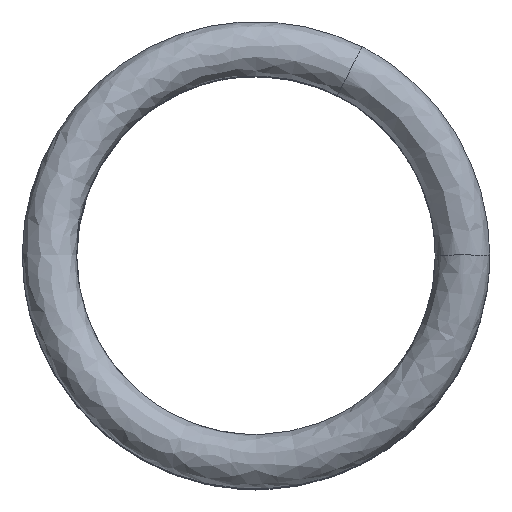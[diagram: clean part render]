
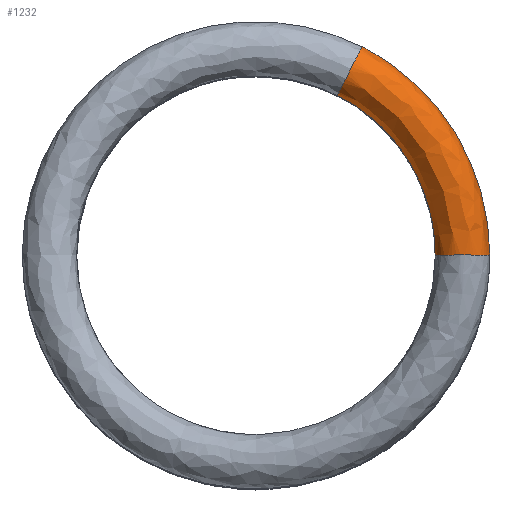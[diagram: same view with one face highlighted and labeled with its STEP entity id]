
A CAD part, top view. The second image highlights one B-rep face of the part: STEP entity #1232.
In plain terms, the highlighted free-form (B-spline) face has degree [6, 10] with [7, 11] control points.
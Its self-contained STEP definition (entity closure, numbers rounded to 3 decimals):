
#944 = VERTEX_POINT('',#945);
#945 = CARTESIAN_POINT('',(2.7,0.,8.));
#982 = EDGE_CURVE('',#944,#944,#983,.T.);
#983 = ( BOUNDED_CURVE() B_SPLINE_CURVE(6,(#984,#985,#986,#987,#988,#989
,#990),.UNSPECIFIED.,.T.,.F.) B_SPLINE_CURVE_WITH_KNOTS((1,6,6,1),(
    -6.283,0.,6.283,12.566),.UNSPECIFIED.) 
CURVE() GEOMETRIC_REPRESENTATION_ITEM() RATIONAL_B_SPLINE_CURVE((
    1.669,1.037,1.038,0.854,
1.038,1.037,1.669)) REPRESENTATION_ITEM('') );
#984 = CARTESIAN_POINT('',(2.7,0.,8.));
#985 = CARTESIAN_POINT('',(2.7,0.,
    8.523));
#986 = CARTESIAN_POINT('',(2.053,0.,
    8.599));
#987 = CARTESIAN_POINT('',(1.519,0.,
    8.));
#988 = CARTESIAN_POINT('',(2.053,0.,
    7.401));
#989 = CARTESIAN_POINT('',(2.7,0.,
    7.477));
#990 = CARTESIAN_POINT('',(2.7,0.,8.));
#1232 = ADVANCED_FACE('',(#1233),#1260,.F.);
#1233 = FACE_BOUND('',#1234,.F.);
#1234 = EDGE_LOOP('',(#1235,#1251,#1258,#1259));
#1235 = ORIENTED_EDGE('',*,*,#1236,.T.);
#1236 = EDGE_CURVE('',#944,#1237,#1239,.T.);
#1237 = VERTEX_POINT('',#1238);
#1238 = CARTESIAN_POINT('',(1.226,2.406,8.35)
  );
#1239 = ( BOUNDED_CURVE() B_SPLINE_CURVE(10,(#1240,#1241,#1242,#1243,
    #1244,#1245,#1246,#1247,#1248,#1249,#1250),.UNSPECIFIED.,.F.,.F.) 
B_SPLINE_CURVE_WITH_KNOTS((11,11),(0.,1.1),
.PIECEWISE_BEZIER_KNOTS.) CURVE() GEOMETRIC_REPRESENTATION_ITEM() 
RATIONAL_B_SPLINE_CURVE((1.669,1.669,1.669,
    1.669,1.669,1.669,1.669,
    1.669,1.669,1.669,1.669)) 
REPRESENTATION_ITEM('') );
#1240 = CARTESIAN_POINT('',(2.7,0.,8.));
#1241 = CARTESIAN_POINT('',(2.7,0.297,8.035
    ));
#1242 = CARTESIAN_POINT('',(2.664,0.594,8.07
    ));
#1243 = CARTESIAN_POINT('',(2.591,0.886,8.105
    ));
#1244 = CARTESIAN_POINT('',(2.483,1.168,8.14
    ));
#1245 = CARTESIAN_POINT('',(2.341,1.435,8.175
    ));
#1246 = CARTESIAN_POINT('',(2.168,1.682,8.21
    ));
#1247 = CARTESIAN_POINT('',(1.965,1.907,8.245
    ));
#1248 = CARTESIAN_POINT('',(1.738,2.104,8.28
    ));
#1249 = CARTESIAN_POINT('',(1.49,2.271,8.315));
#1250 = CARTESIAN_POINT('',(1.226,2.406,8.35)
  );
#1251 = ORIENTED_EDGE('',*,*,#1252,.F.);
#1252 = EDGE_CURVE('',#1237,#1237,#1253,.T.);
#1253 = CIRCLE('',#1254,0.315);
#1254 = AXIS2_PLACEMENT_3D('',#1255,#1256,#1257);
#1255 = CARTESIAN_POINT('',(1.083,2.125,8.35)
  );
#1256 = DIRECTION('',(0.891,-0.454,0.
    ));
#1257 = DIRECTION('',(0.454,0.891,0.)
  );
#1258 = ORIENTED_EDGE('',*,*,#1236,.F.);
#1259 = ORIENTED_EDGE('',*,*,#982,.T.);
#1260 = ( BOUNDED_SURFACE() B_SPLINE_SURFACE(6,10,(
    (#1261,#1262,#1263,#1264,#1265,#1266,#1267,#1268,#1269,#1270,#1271)
    ,(#1272,#1273,#1274,#1275,#1276,#1277,#1278,#1279,#1280,#1281,#1282)
    ,(#1283,#1284,#1285,#1286,#1287,#1288,#1289,#1290,#1291,#1292,#1293)
    ,(#1294,#1295,#1296,#1297,#1298,#1299,#1300,#1301,#1302,#1303,#1304)
    ,(#1305,#1306,#1307,#1308,#1309,#1310,#1311,#1312,#1313,#1314,#1315)
    ,(#1316,#1317,#1318,#1319,#1320,#1321,#1322,#1323,#1324,#1325,#1326)
    ,(#1327,#1328,#1329,#1330,#1331,#1332,#1333,#1334,#1335,#1336,#1337
)),.UNSPECIFIED.,.T.,.F.,.F.) B_SPLINE_SURFACE_WITH_KNOTS((1,6,6,1),(11,
    11),(-6.283,0.,6.283,12.566),(0.,
1.1),.UNSPECIFIED.) GEOMETRIC_REPRESENTATION_ITEM() 
RATIONAL_B_SPLINE_SURFACE((
    (1.669,1.669,1.669,1.669
      ,1.669,1.669,1.669,1.669
      ,1.669,1.669,1.669)
    ,(1.037,1.037,1.037,1.037
      ,1.037,1.037,1.037,1.037
      ,1.037,1.037,1.037)
    ,(1.038,1.038,1.038,1.038
      ,1.038,1.038,1.038,1.038
      ,1.038,1.038,1.038)
    ,(0.854,0.854,0.854,0.854
      ,0.854,0.854,0.854,0.854
      ,0.854,0.854,0.854)
    ,(1.038,1.038,1.038,1.038
      ,1.038,1.038,1.038,1.038
      ,1.038,1.038,1.038)
    ,(1.037,1.037,1.037,1.037
      ,1.037,1.037,1.037,1.037
      ,1.037,1.037,1.037)
    ,(1.669,1.669,1.669,1.669
      ,1.669,1.669,1.669,1.669
      ,1.669,1.669,1.669
))) REPRESENTATION_ITEM('') SURFACE() );
#1261 = CARTESIAN_POINT('',(2.7,0.,8.));
#1262 = CARTESIAN_POINT('',(2.7,0.297,8.035
    ));
#1263 = CARTESIAN_POINT('',(2.664,0.594,8.07
    ));
#1264 = CARTESIAN_POINT('',(2.591,0.886,8.105
    ));
#1265 = CARTESIAN_POINT('',(2.483,1.168,8.14
    ));
#1266 = CARTESIAN_POINT('',(2.341,1.435,8.175
    ));
#1267 = CARTESIAN_POINT('',(2.168,1.682,8.21
    ));
#1268 = CARTESIAN_POINT('',(1.965,1.907,8.245
    ));
#1269 = CARTESIAN_POINT('',(1.738,2.104,8.28
    ));
#1270 = CARTESIAN_POINT('',(1.49,2.271,8.315));
#1271 = CARTESIAN_POINT('',(1.226,2.406,8.35)
  );
#1272 = CARTESIAN_POINT('',(2.7,0.,
    8.523));
#1273 = CARTESIAN_POINT('',(2.7,0.297,8.558
    ));
#1274 = CARTESIAN_POINT('',(2.664,0.594,8.593
    ));
#1275 = CARTESIAN_POINT('',(2.591,0.886,8.628)
  );
#1276 = CARTESIAN_POINT('',(2.483,1.168,8.663
    ));
#1277 = CARTESIAN_POINT('',(2.341,1.435,8.698));
#1278 = CARTESIAN_POINT('',(2.168,1.682,8.733
    ));
#1279 = CARTESIAN_POINT('',(1.965,1.907,8.768
    ));
#1280 = CARTESIAN_POINT('',(1.738,2.104,8.803
    ));
#1281 = CARTESIAN_POINT('',(1.49,2.271,8.838)
  );
#1282 = CARTESIAN_POINT('',(1.226,2.406,8.873
    ));
#1283 = CARTESIAN_POINT('',(2.053,0.,
    8.599));
#1284 = CARTESIAN_POINT('',(2.053,0.226,8.634)
  );
#1285 = CARTESIAN_POINT('',(2.025,0.451,8.669
    ));
#1286 = CARTESIAN_POINT('',(1.97,0.673,8.704)
  );
#1287 = CARTESIAN_POINT('',(1.888,0.888,8.739
    ));
#1288 = CARTESIAN_POINT('',(1.78,1.091,8.774)
  );
#1289 = CARTESIAN_POINT('',(1.648,1.279,8.809
    ));
#1290 = CARTESIAN_POINT('',(1.494,1.45,8.844
    ));
#1291 = CARTESIAN_POINT('',(1.322,1.6,8.879
    ));
#1292 = CARTESIAN_POINT('',(1.133,1.727,8.914)
  );
#1293 = CARTESIAN_POINT('',(0.932,1.829,8.949
    ));
#1294 = CARTESIAN_POINT('',(1.519,0.,
    8.));
#1295 = CARTESIAN_POINT('',(1.519,0.167,8.035
    ));
#1296 = CARTESIAN_POINT('',(1.499,0.334,8.07)
  );
#1297 = CARTESIAN_POINT('',(1.458,0.498,8.105
    ));
#1298 = CARTESIAN_POINT('',(1.397,0.657,8.14)
  );
#1299 = CARTESIAN_POINT('',(1.317,0.807,8.175
    ));
#1300 = CARTESIAN_POINT('',(1.22,0.947,8.21
    ));
#1301 = CARTESIAN_POINT('',(1.106,1.073,8.245
    ));
#1302 = CARTESIAN_POINT('',(0.978,1.184,8.28
    ));
#1303 = CARTESIAN_POINT('',(0.838,1.278,8.315)
  );
#1304 = CARTESIAN_POINT('',(0.69,1.353,8.35
    ));
#1305 = CARTESIAN_POINT('',(2.053,0.,
    7.401));
#1306 = CARTESIAN_POINT('',(2.053,0.226,7.436
    ));
#1307 = CARTESIAN_POINT('',(2.025,0.451,7.471
    ));
#1308 = CARTESIAN_POINT('',(1.97,0.673,7.506)
  );
#1309 = CARTESIAN_POINT('',(1.888,0.888,7.541
    ));
#1310 = CARTESIAN_POINT('',(1.78,1.091,7.576
    ));
#1311 = CARTESIAN_POINT('',(1.648,1.279,7.611
    ));
#1312 = CARTESIAN_POINT('',(1.494,1.45,7.646)
  );
#1313 = CARTESIAN_POINT('',(1.322,1.6,7.681)
  );
#1314 = CARTESIAN_POINT('',(1.133,1.727,7.716)
  );
#1315 = CARTESIAN_POINT('',(0.932,1.829,7.751
    ));
#1316 = CARTESIAN_POINT('',(2.7,0.,
    7.477));
#1317 = CARTESIAN_POINT('',(2.7,0.297,7.512)
  );
#1318 = CARTESIAN_POINT('',(2.664,0.594,7.547
    ));
#1319 = CARTESIAN_POINT('',(2.591,0.886,7.582)
  );
#1320 = CARTESIAN_POINT('',(2.483,1.168,7.617
    ));
#1321 = CARTESIAN_POINT('',(2.341,1.435,7.652
    ));
#1322 = CARTESIAN_POINT('',(2.168,1.682,7.687
    ));
#1323 = CARTESIAN_POINT('',(1.965,1.907,7.722
    ));
#1324 = CARTESIAN_POINT('',(1.738,2.104,7.757)
  );
#1325 = CARTESIAN_POINT('',(1.49,2.271,7.792
    ));
#1326 = CARTESIAN_POINT('',(1.226,2.406,7.827
    ));
#1327 = CARTESIAN_POINT('',(2.7,0.,8.));
#1328 = CARTESIAN_POINT('',(2.7,0.297,8.035
    ));
#1329 = CARTESIAN_POINT('',(2.664,0.594,8.07
    ));
#1330 = CARTESIAN_POINT('',(2.591,0.886,8.105
    ));
#1331 = CARTESIAN_POINT('',(2.483,1.168,8.14
    ));
#1332 = CARTESIAN_POINT('',(2.341,1.435,8.175
    ));
#1333 = CARTESIAN_POINT('',(2.168,1.682,8.21
    ));
#1334 = CARTESIAN_POINT('',(1.965,1.907,8.245
    ));
#1335 = CARTESIAN_POINT('',(1.738,2.104,8.28
    ));
#1336 = CARTESIAN_POINT('',(1.49,2.271,8.315));
#1337 = CARTESIAN_POINT('',(1.226,2.406,8.35)
  );
